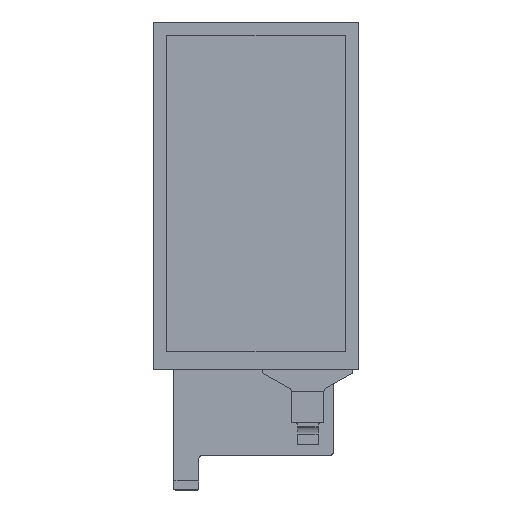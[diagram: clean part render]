
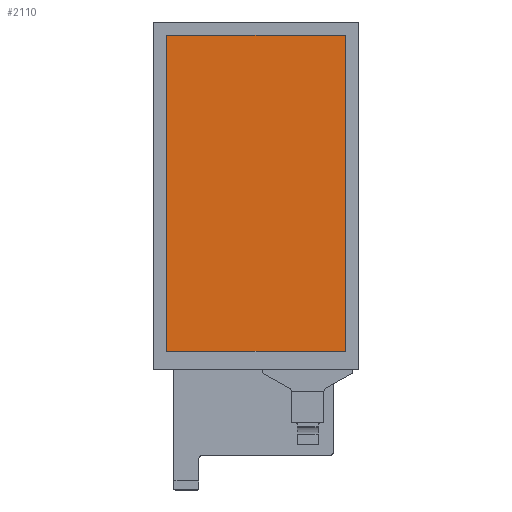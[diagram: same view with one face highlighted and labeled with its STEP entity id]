
A CAD part, top view. The second image highlights one B-rep face of the part: STEP entity #2110.
In plain terms, the highlighted planar face has unit normal (0, 0, 1).
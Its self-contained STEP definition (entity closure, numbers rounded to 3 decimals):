
#1991 = VERTEX_POINT('',#1992);
#1992 = CARTESIAN_POINT('',(-34.52,60.98,3.9));
#2009 = VERTEX_POINT('',#2010);
#2010 = CARTESIAN_POINT('',(-34.52,-60.98,3.9));
#2016 = EDGE_CURVE('',#1991,#2009,#2017,.T.);
#2017 = LINE('',#2018,#2019);
#2018 = CARTESIAN_POINT('',(-34.52,60.98,3.9));
#2019 = VECTOR('',#2020,1.);
#2020 = DIRECTION('',(0.,-1.,0.));
#2040 = VERTEX_POINT('',#2041);
#2041 = CARTESIAN_POINT('',(34.52,-60.98,3.9));
#2047 = EDGE_CURVE('',#2009,#2040,#2048,.T.);
#2048 = LINE('',#2049,#2050);
#2049 = CARTESIAN_POINT('',(-34.52,-60.98,3.9));
#2050 = VECTOR('',#2051,1.);
#2051 = DIRECTION('',(1.,0.,0.));
#2071 = VERTEX_POINT('',#2072);
#2072 = CARTESIAN_POINT('',(34.52,60.98,3.9));
#2078 = EDGE_CURVE('',#2040,#2071,#2079,.T.);
#2079 = LINE('',#2080,#2081);
#2080 = CARTESIAN_POINT('',(34.52,-60.98,3.9));
#2081 = VECTOR('',#2082,1.);
#2082 = DIRECTION('',(0.,1.,0.));
#2100 = EDGE_CURVE('',#2071,#1991,#2101,.T.);
#2101 = LINE('',#2102,#2103);
#2102 = CARTESIAN_POINT('',(34.52,60.98,3.9));
#2103 = VECTOR('',#2104,1.);
#2104 = DIRECTION('',(-1.,0.,0.));
#2110 = ADVANCED_FACE('',(#2111),#2117,.T.);
#2111 = FACE_BOUND('',#2112,.T.);
#2112 = EDGE_LOOP('',(#2113,#2114,#2115,#2116));
#2113 = ORIENTED_EDGE('',*,*,#2016,.T.);
#2114 = ORIENTED_EDGE('',*,*,#2047,.T.);
#2115 = ORIENTED_EDGE('',*,*,#2078,.T.);
#2116 = ORIENTED_EDGE('',*,*,#2100,.T.);
#2117 = PLANE('',#2118);
#2118 = AXIS2_PLACEMENT_3D('',#2119,#2120,#2121);
#2119 = CARTESIAN_POINT('',(0.,0.,3.9));
#2120 = DIRECTION('',(0.,0.,1.));
#2121 = DIRECTION('',(1.,0.,0.));
